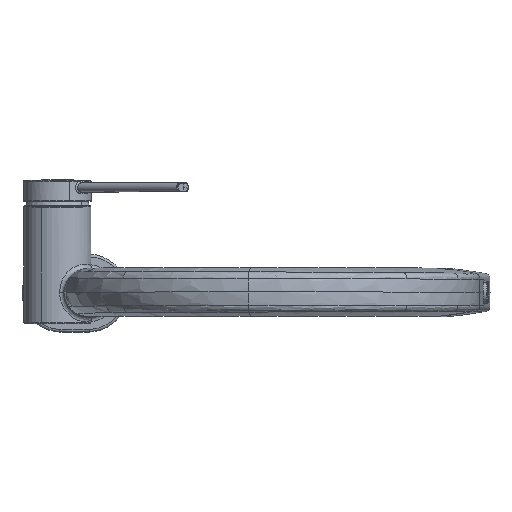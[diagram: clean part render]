
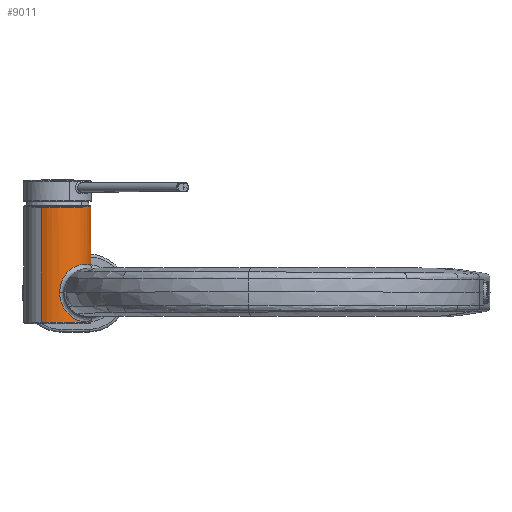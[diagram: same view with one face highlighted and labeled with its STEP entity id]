
A CAD part, top view. The second image highlights one B-rep face of the part: STEP entity #9011.
In plain terms, the highlighted cylindrical face has radius 19.45 mm (diameter 38.9 mm), a partial arc.
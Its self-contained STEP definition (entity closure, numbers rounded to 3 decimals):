
#3861=CARTESIAN_POINT(' ',(1.641,-16.494,79.479));
#3862=VERTEX_POINT(' ',#3861);
#3876=CARTESIAN_POINT(' ',(16.671,0.,109.405));
#3881=CARTESIAN_POINT(' ',(16.671,-1.884,109.405));
#3886=CARTESIAN_POINT(' ',(16.383,-3.765,109.391));
#3891=CARTESIAN_POINT(' ',(15.258,-7.326,109.264));
#3896=CARTESIAN_POINT(' ',(14.415,-9.01,109.149));
#3901=CARTESIAN_POINT(' ',(12.305,-11.903,108.628));
#3906=CARTESIAN_POINT(' ',(11.09,-13.084,108.238));
#3911=CARTESIAN_POINT(' ',(8.909,-14.618,107.222));
#3916=CARTESIAN_POINT(' ',(8.005,-15.106,106.718));
#3921=CARTESIAN_POINT(' ',(6.108,-15.9,105.442));
#3926=CARTESIAN_POINT(' ',(5.117,-16.166,104.628));
#3931=CARTESIAN_POINT(' ',(3.124,-16.502,102.624));
#3936=CARTESIAN_POINT(' ',(2.174,-16.525,101.413));
#3941=CARTESIAN_POINT(' ',(0.806,-16.452,99.156));
#3946=CARTESIAN_POINT(' ',(0.286,-16.386,98.112));
#3951=CARTESIAN_POINT(' ',(-0.617,-16.234,95.793));
#3956=CARTESIAN_POINT(' ',(-0.945,-16.152,94.555));
#3961=CARTESIAN_POINT(' ',(-1.345,-16.051,92.309));
#3966=CARTESIAN_POINT(' ',(-1.438,-16.024,91.262));
#3971=CARTESIAN_POINT(' ',(-1.459,-16.018,89.178));
#3976=CARTESIAN_POINT(' ',(-1.394,-16.037,88.142));
#3981=CARTESIAN_POINT(' ',(-1.056,-16.125,85.96));
#3986=CARTESIAN_POINT(' ',(-0.824,-16.18,85.032));
#3991=CARTESIAN_POINT(' ',(-0.378,-16.273,83.6));
#3996=CARTESIAN_POINT(' ',(-0.162,-16.315,82.998));
#4001=CARTESIAN_POINT(' ',(0.427,-16.401,81.632));
#4006=CARTESIAN_POINT(' ',(0.814,-16.448,80.854));
#4011=CARTESIAN_POINT(' ',(1.367,-16.483,79.915));
#4016=CARTESIAN_POINT(' ',(1.502,-16.489,79.696));
#4021=CARTESIAN_POINT(' ',(1.641,-16.494,79.479));
#4026=B_SPLINE_CURVE_WITH_KNOTS('',3,(#3876,#3881,#3886,#3891,#3896,#3901,#3906,#3911,#3916,#3921,#3926,#3931,#3936,#3941,#3946,#3951,#3956,#3961,#3966,#3971,#3976,#3981,#3986,#3991,#3996,#4001,#4006,#4011,#4016,#4021),.UNSPECIFIED.,.F.,.U.,(4,2,2,2,2,2,2,2,2,2,2,2,2,2,4),(0.,0.1,0.2,0.296,0.36,0.437,0.529,0.593,0.67,0.743,0.814,0.882,0.934,0.984,1.),.UNSPECIFIED.);
#4031=CARTESIAN_POINT(' ',(16.671,0.,109.405));
#4032=VERTEX_POINT(' ',#4031);
#4036=EDGE_CURVE(' ',#4032,#3862,#4026,.T.);
#5411=CARTESIAN_POINT(' ',(-1.45,16.02,90.));
#5416=CARTESIAN_POINT(' ',(-1.45,16.02,91.202));
#5421=CARTESIAN_POINT(' ',(-1.345,16.051,92.331));
#5426=CARTESIAN_POINT(' ',(-0.931,16.155,94.613));
#5431=CARTESIAN_POINT(' ',(-0.613,16.233,95.792));
#5436=CARTESIAN_POINT(' ',(0.233,16.378,97.983));
#5441=CARTESIAN_POINT(' ',(0.702,16.439,98.95));
#5446=CARTESIAN_POINT(' ',(1.832,16.513,100.88));
#5451=CARTESIAN_POINT(' ',(2.514,16.516,101.829));
#5456=CARTESIAN_POINT(' ',(4.276,16.345,103.863));
#5461=CARTESIAN_POINT(' ',(5.389,16.126,104.88));
#5466=CARTESIAN_POINT(' ',(7.367,15.399,106.315));
#5471=CARTESIAN_POINT(' ',(8.197,15.008,106.824));
#5476=CARTESIAN_POINT(' ',(10.207,13.777,107.871));
#5481=CARTESIAN_POINT(' ',(11.341,12.842,108.305));
#5486=CARTESIAN_POINT(' ',(13.233,10.72,108.879));
#5491=CARTESIAN_POINT(' ',(14.019,9.58,109.049));
#5496=CARTESIAN_POINT(' ',(15.413,6.906,109.293));
#5501=CARTESIAN_POINT(' ',(15.968,5.325,109.346));
#5506=CARTESIAN_POINT(' ',(16.546,2.481,109.397));
#5511=CARTESIAN_POINT(' ',(16.671,1.241,109.405));
#5516=CARTESIAN_POINT(' ',(16.671,0.,109.405));
#5521=B_SPLINE_CURVE_WITH_KNOTS('',3,(#5411,#5416,#5421,#5426,#5431,#5436,#5441,#5446,#5451,#5456,#5461,#5466,#5471,#5476,#5481,#5486,#5491,#5496,#5501,#5506,#5511,#5516),.UNSPECIFIED.,.F.,.U.,(4,2,2,2,2,2,2,2,2,2,4),(0.,0.1,0.2,0.28,0.376,0.496,0.576,0.691,0.791,0.911,1.),.UNSPECIFIED.);
#5526=CARTESIAN_POINT(' ',(-1.45,16.02,90.));
#5527=VERTEX_POINT(' ',#5526);
#5531=EDGE_CURVE(' ',#5527,#4032,#5521,.T.);
#6211=CARTESIAN_POINT(' ',(1.641,16.493,79.479));
#6216=CARTESIAN_POINT(' ',(1.351,16.484,79.931));
#6221=CARTESIAN_POINT(' ',(1.068,16.465,80.412));
#6226=CARTESIAN_POINT(' ',(0.347,16.396,81.776));
#6231=CARTESIAN_POINT(' ',(-0.053,16.333,82.698));
#6236=CARTESIAN_POINT(' ',(-0.748,16.201,84.696));
#6241=CARTESIAN_POINT(' ',(-1.005,16.137,85.733));
#6246=CARTESIAN_POINT(' ',(-1.352,16.048,87.787));
#6251=CARTESIAN_POINT(' ',(-1.444,16.022,88.81));
#6256=CARTESIAN_POINT(' ',(-1.45,16.02,89.928));
#6261=CARTESIAN_POINT(' ',(-1.45,16.02,89.964));
#6266=CARTESIAN_POINT(' ',(-1.45,16.02,90.));
#6271=B_SPLINE_CURVE_WITH_KNOTS('',3,(#6211,#6216,#6221,#6226,#6231,#6236,#6241,#6246,#6251,#6256,#6261,#6266),.UNSPECIFIED.,.F.,.U.,(4,2,2,2,2,4),(0.,0.144,0.393,0.691,0.99,1.),.UNSPECIFIED.);
#6276=CARTESIAN_POINT(' ',(1.641,16.493,79.479));
#6277=VERTEX_POINT(' ',#6276);
#6281=EDGE_CURVE(' ',#6277,#5527,#6271,.T.);
#8086=CARTESIAN_POINT(' ',(8.675,-16.611,72.931));
#8087=VERTEX_POINT(' ',#8086);
#8661=CARTESIAN_POINT(' ',(1.641,-16.494,79.479));
#8666=CARTESIAN_POINT(' ',(3.212,-16.543,77.036));
#8671=CARTESIAN_POINT(' ',(5.296,-16.594,74.99));
#8676=CARTESIAN_POINT(' ',(8.059,-16.61,73.278));
#8681=CARTESIAN_POINT(' ',(8.365,-16.611,73.101));
#8686=CARTESIAN_POINT(' ',(8.675,-16.611,72.931));
#8691=B_SPLINE_CURVE_WITH_KNOTS('',3,(#8661,#8666,#8671,#8676,#8681,#8686),.UNSPECIFIED.,.F.,.U.,(4,2,4),(0.,0.892,1.),.UNSPECIFIED.);
#8696=EDGE_CURVE(' ',#3862,#8087,#8691,.T.);
#8726=CARTESIAN_POINT(' ',(18.,-16.25,90.));
#8731=DIRECTION(' ',(0.,1.,0.));
#8736=DIRECTION(' ',(-0.479,0.,-0.878));
#8741=AXIS2_PLACEMENT_3D(' ',#8726,#8731,#8736);
#8746=CYLINDRICAL_SURFACE(' ',#8741,19.45);
#8751=CARTESIAN_POINT(' ',(8.675,-50.,72.931));
#8756=DIRECTION(' ',(0.,1.,0.));
#8761=VECTOR(' ',#8756,1.);
#8766=LINE('',#8751,#8761);
#8771=CARTESIAN_POINT(' ',(8.675,-50.,72.931));
#8772=VERTEX_POINT(' ',#8771);
#8776=EDGE_CURVE(' ',#8772,#8087,#8766,.T.);
#8781=ORIENTED_EDGE(' ',*,*,#8776,.F.);
#8786=CARTESIAN_POINT(' ',(18.,-50.,90.));
#8791=DIRECTION(' ',(0.,1.,0.));
#8796=DIRECTION(' ',(-0.479,0.,-0.878));
#8801=AXIS2_PLACEMENT_3D(' ',#8786,#8791,#8796);
#8806=CIRCLE('',#8801,19.45);
#8811=CARTESIAN_POINT(' ',(27.325,-50.,107.069));
#8812=VERTEX_POINT(' ',#8811);
#8816=EDGE_CURVE(' ',#8772,#8812,#8806,.T.);
#8821=ORIENTED_EDGE(' ',*,*,#8816,.T.);
#8826=CARTESIAN_POINT(' ',(27.325,-50.,107.069));
#8831=DIRECTION(' ',(0.,1.,0.));
#8836=VECTOR(' ',#8831,1.);
#8841=LINE('',#8826,#8836);
#8846=CARTESIAN_POINT(' ',(27.325,17.14,107.069));
#8847=VERTEX_POINT(' ',#8846);
#8851=EDGE_CURVE(' ',#8812,#8847,#8841,.T.);
#8856=ORIENTED_EDGE(' ',*,*,#8851,.T.);
#8861=CARTESIAN_POINT(' ',(18.,17.14,90.));
#8866=DIRECTION(' ',(0.,1.,0.));
#8871=DIRECTION(' ',(-0.479,0.,-0.878));
#8876=AXIS2_PLACEMENT_3D(' ',#8861,#8866,#8871);
#8881=CIRCLE('',#8876,19.45);
#8886=CARTESIAN_POINT(' ',(8.675,17.14,72.931));
#8887=VERTEX_POINT(' ',#8886);
#8891=EDGE_CURVE(' ',#8887,#8847,#8881,.T.);
#8896=ORIENTED_EDGE(' ',*,*,#8891,.F.);
#8901=CARTESIAN_POINT(' ',(8.675,16.611,72.931));
#8906=DIRECTION(' ',(0.,1.,0.));
#8911=VECTOR(' ',#8906,1.);
#8916=LINE('',#8901,#8911);
#8921=CARTESIAN_POINT(' ',(8.675,16.611,72.931));
#8922=VERTEX_POINT(' ',#8921);
#8926=EDGE_CURVE(' ',#8922,#8887,#8916,.T.);
#8931=ORIENTED_EDGE(' ',*,*,#8926,.F.);
#8936=CARTESIAN_POINT(' ',(8.675,16.611,72.931));
#8941=CARTESIAN_POINT(' ',(6.12,16.606,74.327));
#8946=CARTESIAN_POINT(' ',(3.931,16.561,76.262));
#8951=CARTESIAN_POINT(' ',(2.031,16.505,78.891));
#8956=CARTESIAN_POINT(' ',(1.832,16.499,79.182));
#8961=CARTESIAN_POINT(' ',(1.641,16.493,79.479));
#8966=B_SPLINE_CURVE_WITH_KNOTS('',3,(#8936,#8941,#8946,#8951,#8956,#8961),.UNSPECIFIED.,.F.,.U.,(4,2,4),(0.,0.892,1.),.UNSPECIFIED.);
#8971=EDGE_CURVE(' ',#8922,#6277,#8966,.T.);
#8976=ORIENTED_EDGE(' ',*,*,#8971,.T.);
#8981=ORIENTED_EDGE(' ',*,*,#6281,.T.);
#8986=ORIENTED_EDGE(' ',*,*,#5531,.T.);
#8991=ORIENTED_EDGE(' ',*,*,#4036,.T.);
#8996=ORIENTED_EDGE(' ',*,*,#8696,.T.);
#9001=EDGE_LOOP(' ',(#8781,#8821,#8856,#8896,#8931,#8976,#8981,#8986,#8991,#8996));
#9006=FACE_OUTER_BOUND(' ',#9001,.T.);
#9011=ADVANCED_FACE('',(#9006),#8746,.T.);
